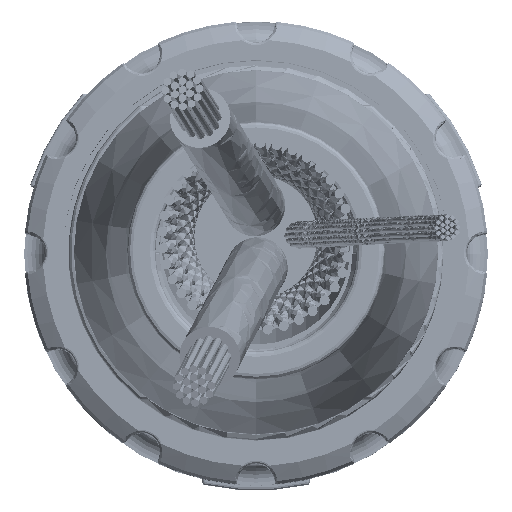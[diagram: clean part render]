
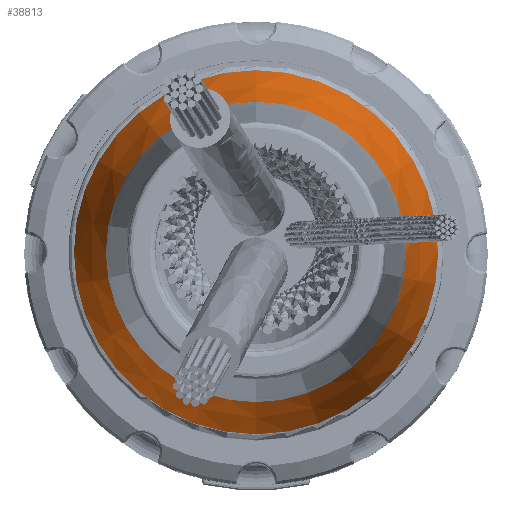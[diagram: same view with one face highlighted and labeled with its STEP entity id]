
A CAD part, top view. The second image highlights one B-rep face of the part: STEP entity #38813.
In plain terms, the highlighted conical face has half-angle 16.699 degrees and reference radius 3.937 mm.
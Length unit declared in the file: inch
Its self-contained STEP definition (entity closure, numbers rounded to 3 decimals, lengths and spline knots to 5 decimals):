
#648=CONICAL_SURFACE('',#42143,0.155,0.291);
#6030=FACE_OUTER_BOUND('',#8255,.T.);
#8255=EDGE_LOOP('',(#29138,#29139,#29140,#29141,#29142,#29143));
#9771=LINE('',#89013,#10521);
#10521=VECTOR('',#48870,0.155);
#11883=CIRCLE('',#42140,0.16979);
#11884=CIRCLE('',#42141,0.16979);
#11886=CIRCLE('',#42144,0.14019);
#11887=CIRCLE('',#42145,0.14019);
#15005=VERTEX_POINT('',#89004);
#15006=VERTEX_POINT('',#89005);
#15007=VERTEX_POINT('',#89010);
#15008=VERTEX_POINT('',#89011);
#19986=EDGE_CURVE('',#15005,#15006,#11883,.T.);
#19987=EDGE_CURVE('',#15006,#15005,#11884,.T.);
#19989=EDGE_CURVE('',#15007,#15008,#11886,.T.);
#19990=EDGE_CURVE('',#15007,#15006,#9771,.T.);
#19991=EDGE_CURVE('',#15008,#15007,#11887,.T.);
#29138=ORIENTED_EDGE('',*,*,#19989,.F.);
#29139=ORIENTED_EDGE('',*,*,#19990,.T.);
#29140=ORIENTED_EDGE('',*,*,#19986,.F.);
#29141=ORIENTED_EDGE('',*,*,#19987,.F.);
#29142=ORIENTED_EDGE('',*,*,#19990,.F.);
#29143=ORIENTED_EDGE('',*,*,#19991,.F.);
#38813=ADVANCED_FACE('',(#6030),#648,.T.);
#42140=AXIS2_PLACEMENT_3D('',#89006,#48860,#48861);
#42141=AXIS2_PLACEMENT_3D('',#89007,#48862,#48863);
#42143=AXIS2_PLACEMENT_3D('',#89009,#48866,#48867);
#42144=AXIS2_PLACEMENT_3D('',#89012,#48868,#48869);
#42145=AXIS2_PLACEMENT_3D('',#89014,#48871,#48872);
#48860=DIRECTION('center_axis',(0.,0.,1.));
#48861=DIRECTION('ref_axis',(0.,-1.,0.));
#48862=DIRECTION('center_axis',(0.,0.,1.));
#48863=DIRECTION('ref_axis',(0.,-1.,0.));
#48866=DIRECTION('center_axis',(0.,0.,1.));
#48867=DIRECTION('ref_axis',(0.,1.,0.));
#48868=DIRECTION('center_axis',(0.,0.,-1.));
#48869=DIRECTION('ref_axis',(0.,-1.,0.));
#48870=DIRECTION('',(0.,-0.287,0.958));
#48871=DIRECTION('center_axis',(0.,0.,-1.));
#48872=DIRECTION('ref_axis',(0.,-1.,0.));
#89004=CARTESIAN_POINT('',(0.16979,0.,-0.1507));
#89005=CARTESIAN_POINT('',(0.,-0.16979,-0.1507));
#89006=CARTESIAN_POINT('Origin',(0.,0.,-0.1507));
#89007=CARTESIAN_POINT('Origin',(0.,0.,-0.1507));
#89009=CARTESIAN_POINT('Origin',(0.,0.,-0.2));
#89010=CARTESIAN_POINT('',(0.,-0.14019,-0.24937));
#89011=CARTESIAN_POINT('',(0.14019,0.,-0.24937));
#89012=CARTESIAN_POINT('Origin',(0.,0.,-0.24937));
#89013=CARTESIAN_POINT('',(0.,-0.155,-0.2));
#89014=CARTESIAN_POINT('Origin',(0.,0.,-0.24937));
